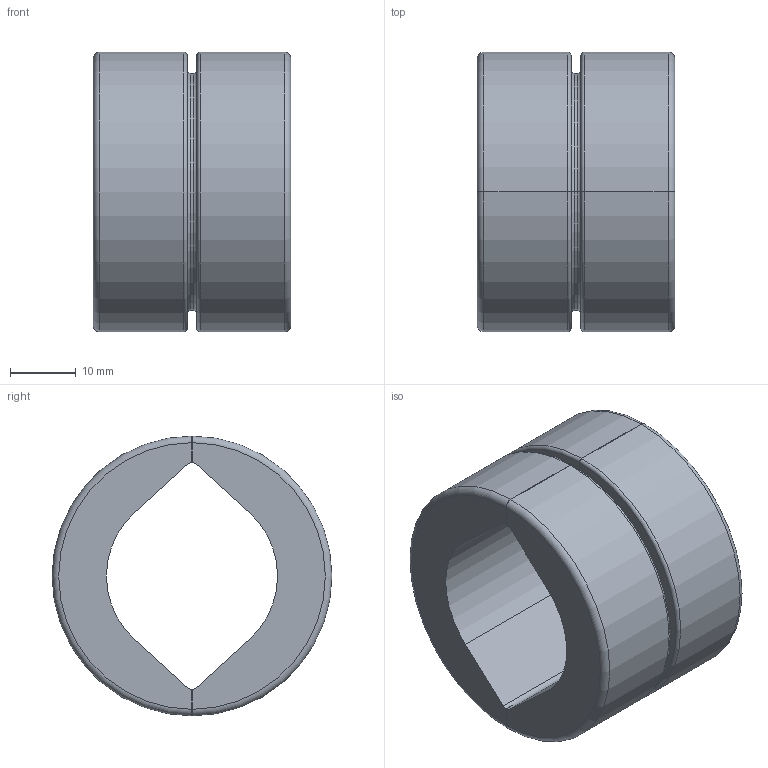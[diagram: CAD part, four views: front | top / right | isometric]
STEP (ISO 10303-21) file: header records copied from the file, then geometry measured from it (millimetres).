
FILE_DESCRIPTION( ( 'STEP AP203' ), '1' );
FILE_NAME( 'FLEXA RQMR Kabel 5606.042.230.stp', '2020-03-24T08:40:35', ( 'License CC BY-ND 4.0' ), ( 'CADENAS' ), ' ', 'PARTsolutions', ' ' );
FILE_SCHEMA( ( 'CONFIG_CONTROL_DESIGN' ) );
Length unit declared in the file: millimetre
Products named in the file (1): _FLEXA RQMR Kabel 5606.042.230
Bounding box: 30 x 42.5 x 42.5 mm (x, y, z)
Volume: 24218.4 mm3; surface area: 9300.4 mm2
Topology: 1 solids, 1 shells, 44 faces, 132 edges, 88 vertices
Faces by surface type: plane 22, torus 12, cylinder 10
Entity records: 1644 total; most frequent: CARTESIAN_POINT 413, ORIENTED_EDGE 264, DIRECTION 238, EDGE_CURVE 132, VERTEX_POINT 88, AXIS2_PLACEMENT_3D 85, LINE 68, VECTOR 68
